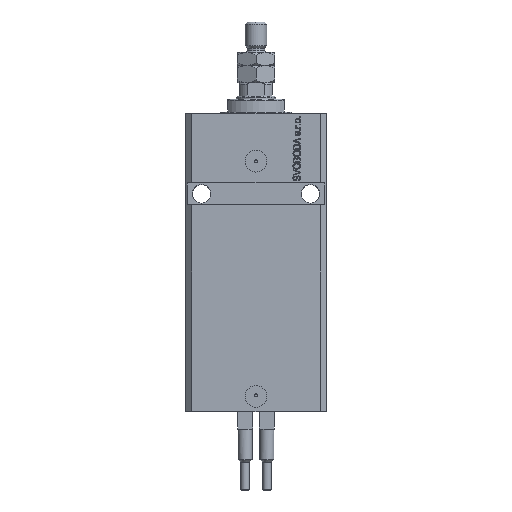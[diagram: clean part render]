
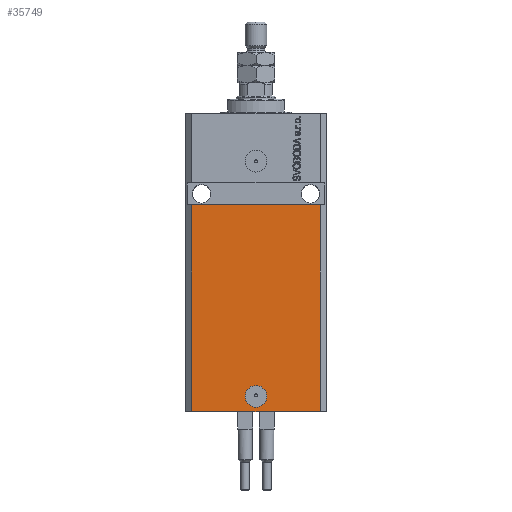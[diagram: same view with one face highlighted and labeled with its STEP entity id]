
A CAD part, front view. The second image highlights one B-rep face of the part: STEP entity #35749.
In plain terms, the highlighted planar face has unit normal (0, -1, 0).
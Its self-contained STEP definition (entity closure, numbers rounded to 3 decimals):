
#923 = ORIENTED_EDGE ( 'NONE', *, *, #28230, .F. ) ;
#1133 = EDGE_LOOP ( 'NONE', ( #34696, #46714 ) ) ;
#1458 = EDGE_CURVE ( 'NONE', #40294, #40680, #29822, .T. ) ;
#1697 = DIRECTION ( 'NONE',  ( 1., 0., 0. ) ) ;
#2207 = PLANE ( 'NONE',  #9986 ) ;
#3405 = CARTESIAN_POINT ( 'NONE',  ( -29.5, -22.5, -137. ) ) ;
#4117 = VERTEX_POINT ( 'NONE', #3405 ) ;
#4748 = LINE ( 'NONE', #19969, #45047 ) ;
#4877 = CARTESIAN_POINT ( 'NONE',  ( -29.5, -22.5, -137. ) ) ;
#5859 = CIRCLE ( 'NONE', #13993, 5. ) ;
#6530 = CARTESIAN_POINT ( 'NONE',  ( 0., -22.5, -130. ) ) ;
#8515 = CARTESIAN_POINT ( 'NONE',  ( -29.5, -22.5, -42. ) ) ;
#9305 = FACE_BOUND ( 'NONE', #1133, .T. ) ;
#9813 = DIRECTION ( 'NONE',  ( 0., -1., 0. ) ) ;
#9986 = AXIS2_PLACEMENT_3D ( 'NONE', #37144, #9813, #1697 ) ;
#10373 = EDGE_CURVE ( 'NONE', #22862, #23538, #5859, .T. ) ;
#11764 = DIRECTION ( 'NONE',  ( 0., 0., 1. ) ) ;
#13457 = CARTESIAN_POINT ( 'NONE',  ( 29.5, -22.5, -42. ) ) ;
#13993 = AXIS2_PLACEMENT_3D ( 'NONE', #39074, #23890, #35284 ) ;
#14659 = DIRECTION ( 'NONE',  ( 1., 0., 0. ) ) ;
#15141 = DIRECTION ( 'NONE',  ( 1., 0., 0. ) ) ;
#15224 = ORIENTED_EDGE ( 'NONE', *, *, #29756, .T. ) ;
#15618 = CARTESIAN_POINT ( 'NONE',  ( 5., -22.5, -130. ) ) ;
#15813 = LINE ( 'NONE', #4877, #20981 ) ;
#16772 = EDGE_CURVE ( 'NONE', #23538, #22862, #17310, .T. ) ;
#17310 = CIRCLE ( 'NONE', #29441, 5. ) ;
#18188 = DIRECTION ( 'NONE',  ( 1., 0., 0. ) ) ;
#19969 = CARTESIAN_POINT ( 'NONE',  ( 29.5, -22.5, -137. ) ) ;
#20981 = VECTOR ( 'NONE', #11764, 1000. ) ;
#21560 = VERTEX_POINT ( 'NONE', #29660 ) ;
#21968 = FACE_OUTER_BOUND ( 'NONE', #26545, .T. ) ;
#22862 = VERTEX_POINT ( 'NONE', #39498 ) ;
#23132 = EDGE_CURVE ( 'NONE', #21560, #40680, #4748, .T. ) ;
#23538 = VERTEX_POINT ( 'NONE', #15618 ) ;
#23890 = DIRECTION ( 'NONE',  ( 0., -1., 0. ) ) ;
#26545 = EDGE_LOOP ( 'NONE', ( #30076, #923, #15224, #34800 ) ) ;
#28230 = EDGE_CURVE ( 'NONE', #4117, #40294, #15813, .T. ) ;
#28708 = VECTOR ( 'NONE', #18188, 1000. ) ;
#29441 = AXIS2_PLACEMENT_3D ( 'NONE', #6530, #46036, #14659 ) ;
#29660 = CARTESIAN_POINT ( 'NONE',  ( 29.5, -22.5, -137. ) ) ;
#29756 = EDGE_CURVE ( 'NONE', #4117, #21560, #38149, .T. ) ;
#29822 = LINE ( 'NONE', #30064, #28708 ) ;
#30064 = CARTESIAN_POINT ( 'NONE',  ( -32.5, -22.5, -42. ) ) ;
#30076 = ORIENTED_EDGE ( 'NONE', *, *, #1458, .F. ) ;
#32092 = DIRECTION ( 'NONE',  ( 0., 0., 1. ) ) ;
#34696 = ORIENTED_EDGE ( 'NONE', *, *, #16772, .F. ) ;
#34800 = ORIENTED_EDGE ( 'NONE', *, *, #23132, .T. ) ;
#35284 = DIRECTION ( 'NONE',  ( 1., 0., 0. ) ) ;
#35749 = ADVANCED_FACE ( 'NONE', ( #9305, #21968 ), #2207, .T. ) ;
#36409 = VECTOR ( 'NONE', #15141, 1000. ) ;
#37144 = CARTESIAN_POINT ( 'NONE',  ( -29.5, -22.5, -137. ) ) ;
#38149 = LINE ( 'NONE', #49822, #36409 ) ;
#39074 = CARTESIAN_POINT ( 'NONE',  ( 0., -22.5, -130. ) ) ;
#39498 = CARTESIAN_POINT ( 'NONE',  ( -5., -22.5, -130. ) ) ;
#40294 = VERTEX_POINT ( 'NONE', #8515 ) ;
#40680 = VERTEX_POINT ( 'NONE', #13457 ) ;
#45047 = VECTOR ( 'NONE', #32092, 1000. ) ;
#46036 = DIRECTION ( 'NONE',  ( 0., -1., 0. ) ) ;
#46714 = ORIENTED_EDGE ( 'NONE', *, *, #10373, .F. ) ;
#49822 = CARTESIAN_POINT ( 'NONE',  ( -29.5, -22.5, -137. ) ) ;
